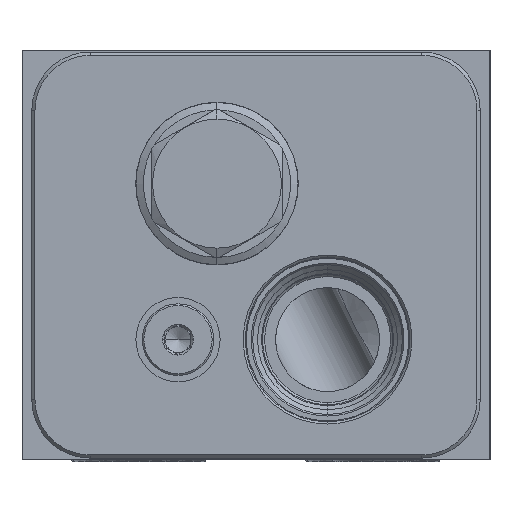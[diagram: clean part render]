
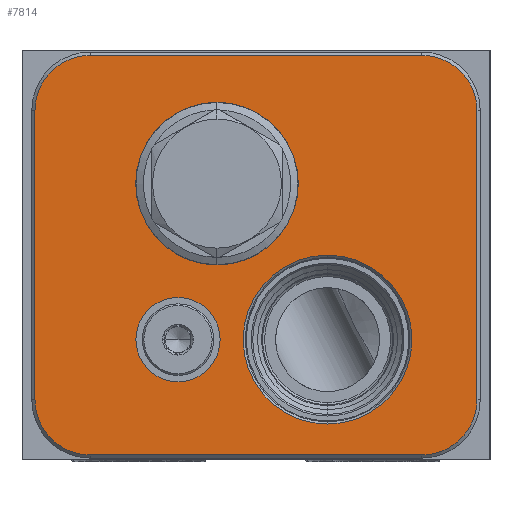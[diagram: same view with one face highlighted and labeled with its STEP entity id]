
A CAD part, left-side view. The second image highlights one B-rep face of the part: STEP entity #7814.
In plain terms, the highlighted planar face has unit normal (-1, 0, 0).
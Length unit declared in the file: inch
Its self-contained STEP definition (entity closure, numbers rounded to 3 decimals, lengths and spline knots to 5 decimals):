
#1331=CARTESIAN_POINT('',(0.,-1.875,2.656));
#1332=DIRECTION('',(1.,0.,0.));
#1333=DIRECTION('',(0.,0.,-1.));
#1334=AXIS2_PLACEMENT_3D('',#1331,#1332,#1333);
#1336=CARTESIAN_POINT('',(0.,-1.875,2.656));
#1337=DIRECTION('',(1.,0.,0.));
#1338=DIRECTION('',(0.,0.,1.));
#1339=AXIS2_PLACEMENT_3D('',#1336,#1337,#1338);
#1341=CARTESIAN_POINT('',(0.,-2.938,1.156));
#1342=DIRECTION('',(1.,0.,0.));
#1343=DIRECTION('',(0.,0.,-1.));
#1344=AXIS2_PLACEMENT_3D('',#1341,#1342,#1343);
#1346=CARTESIAN_POINT('',(0.,-2.938,1.156));
#1347=DIRECTION('',(1.,0.,0.));
#1348=DIRECTION('',(0.,0.,1.));
#1349=AXIS2_PLACEMENT_3D('',#1346,#1347,#1348);
#1351=CARTESIAN_POINT('',(0.,-1.5,1.156));
#1352=DIRECTION('',(1.,0.,0.));
#1353=DIRECTION('',(0.,0.,-1.));
#1354=AXIS2_PLACEMENT_3D('',#1351,#1352,#1353);
#1356=CARTESIAN_POINT('',(0.,-1.5,1.156));
#1357=DIRECTION('',(1.,0.,0.));
#1358=DIRECTION('',(0.,0.,1.));
#1359=AXIS2_PLACEMENT_3D('',#1356,#1357,#1358);
#4790=CARTESIAN_POINT('',(0.,-3.844,3.359));
#4791=DIRECTION('',(1.,0.,0.));
#4792=DIRECTION('',(0.,0.,1.));
#4793=AXIS2_PLACEMENT_3D('',#4790,#4791,#4792);
#4804=DIRECTION('',(0.,-1.,0.));
#4805=VECTOR('',#4804,3.188);
#4806=CARTESIAN_POINT('',(0.,-0.656,3.89));
#4807=LINE('',#4806,#4805);
#4816=CARTESIAN_POINT('',(0.,-0.656,3.359));
#4817=DIRECTION('',(1.,0.,0.));
#4818=DIRECTION('',(0.,1.,0.));
#4819=AXIS2_PLACEMENT_3D('',#4816,#4817,#4818);
#4830=DIRECTION('',(0.,0.,1.));
#4831=VECTOR('',#4830,2.781);
#4832=CARTESIAN_POINT('',(0.,-0.125,0.578));
#4833=LINE('',#4832,#4831);
#4842=CARTESIAN_POINT('',(0.,-0.656,0.578));
#4843=DIRECTION('',(1.,0.,0.));
#4844=DIRECTION('',(0.,0.,-1.));
#4845=AXIS2_PLACEMENT_3D('',#4842,#4843,#4844);
#4856=DIRECTION('',(0.,1.,0.));
#4857=VECTOR('',#4856,3.188);
#4858=CARTESIAN_POINT('',(0.,-3.844,0.047));
#4859=LINE('',#4858,#4857);
#4864=CARTESIAN_POINT('',(0.,-3.844,0.578));
#4865=DIRECTION('',(1.,0.,0.));
#4866=DIRECTION('',(0.,-1.,0.));
#4867=AXIS2_PLACEMENT_3D('',#4864,#4865,#4866);
#4882=DIRECTION('',(0.,0.,-1.));
#4883=VECTOR('',#4882,2.781);
#4884=CARTESIAN_POINT('',(0.,-4.375,3.359));
#4885=LINE('',#4884,#4883);
#6228=CARTESIAN_POINT('',(0.,-1.875,1.874));
#6229=CARTESIAN_POINT('',(0.,-1.875,3.438));
#6230=VERTEX_POINT('',#6228);
#6231=VERTEX_POINT('',#6229);
#6296=CARTESIAN_POINT('',(0.,-2.938,0.344));
#6297=CARTESIAN_POINT('',(0.,-2.938,1.968));
#6298=VERTEX_POINT('',#6296);
#6299=VERTEX_POINT('',#6297);
#6326=CARTESIAN_POINT('',(0.,-1.5,0.751));
#6327=CARTESIAN_POINT('',(0.,-1.5,1.561));
#6328=VERTEX_POINT('',#6326);
#6329=VERTEX_POINT('',#6327);
#6364=CARTESIAN_POINT('',(0.,-3.844,0.047));
#6365=CARTESIAN_POINT('',(0.,-0.656,0.047));
#6366=VERTEX_POINT('',#6364);
#6367=VERTEX_POINT('',#6365);
#6372=CARTESIAN_POINT('',(0.,-0.125,0.578));
#6373=VERTEX_POINT('',#6372);
#6376=CARTESIAN_POINT('',(0.,-0.125,3.359));
#6377=VERTEX_POINT('',#6376);
#6380=CARTESIAN_POINT('',(0.,-0.656,3.89));
#6381=VERTEX_POINT('',#6380);
#6384=CARTESIAN_POINT('',(0.,-3.844,3.89));
#6385=VERTEX_POINT('',#6384);
#6388=CARTESIAN_POINT('',(0.,-4.375,3.359));
#6389=VERTEX_POINT('',#6388);
#6392=CARTESIAN_POINT('',(0.,-4.375,0.578));
#6393=VERTEX_POINT('',#6392);
#7774=CARTESIAN_POINT('',(0.,0.,0.));
#7775=DIRECTION('',(-1.,0.,0.));
#7776=DIRECTION('',(0.,-1.,0.));
#7777=AXIS2_PLACEMENT_3D('',#7774,#7775,#7776);
#7778=PLANE('',#7777);
#7780=ORIENTED_EDGE('',*,*,#7779,.T.);
#7782=ORIENTED_EDGE('',*,*,#7781,.T.);
#7784=ORIENTED_EDGE('',*,*,#7783,.T.);
#7786=ORIENTED_EDGE('',*,*,#7785,.T.);
#7788=ORIENTED_EDGE('',*,*,#7787,.T.);
#7790=ORIENTED_EDGE('',*,*,#7789,.T.);
#7792=ORIENTED_EDGE('',*,*,#7791,.T.);
#7794=ORIENTED_EDGE('',*,*,#7793,.T.);
#7795=EDGE_LOOP('',(#7780,#7782,#7784,#7786,#7788,#7790,#7792,#7794));
#7796=FACE_OUTER_BOUND('',#7795,.F.);
#7798=ORIENTED_EDGE('',*,*,#7797,.F.);
#7800=ORIENTED_EDGE('',*,*,#7799,.F.);
#7801=EDGE_LOOP('',(#7798,#7800));
#7802=FACE_BOUND('',#7801,.F.);
#7804=ORIENTED_EDGE('',*,*,#7803,.F.);
#7805=ORIENTED_EDGE('',*,*,#7764,.F.);
#7806=EDGE_LOOP('',(#7804,#7805));
#7807=FACE_BOUND('',#7806,.F.);
#7809=ORIENTED_EDGE('',*,*,#7808,.F.);
#7811=ORIENTED_EDGE('',*,*,#7810,.F.);
#7812=EDGE_LOOP('',(#7809,#7811));
#7813=FACE_BOUND('',#7812,.F.);
#7814=ADVANCED_FACE('',(#7796,#7802,#7807,#7813),#7778,.T.);
#1335=CIRCLE('',#1334,0.782);
#1340=CIRCLE('',#1339,0.782);
#1345=CIRCLE('',#1344,0.812);
#1350=CIRCLE('',#1349,0.812);
#1355=CIRCLE('',#1354,0.405);
#1360=CIRCLE('',#1359,0.405);
#4794=CIRCLE('',#4793,0.531);
#4820=CIRCLE('',#4819,0.531);
#4846=CIRCLE('',#4845,0.531);
#4868=CIRCLE('',#4867,0.531);
#7764=EDGE_CURVE('',#6329,#6328,#1360,.T.);
#7779=EDGE_CURVE('',#6385,#6389,#4794,.T.);
#7781=EDGE_CURVE('',#6389,#6393,#4885,.T.);
#7783=EDGE_CURVE('',#6393,#6366,#4868,.T.);
#7785=EDGE_CURVE('',#6366,#6367,#4859,.T.);
#7787=EDGE_CURVE('',#6367,#6373,#4846,.T.);
#7789=EDGE_CURVE('',#6373,#6377,#4833,.T.);
#7791=EDGE_CURVE('',#6377,#6381,#4820,.T.);
#7793=EDGE_CURVE('',#6381,#6385,#4807,.T.);
#7797=EDGE_CURVE('',#6298,#6299,#1345,.T.);
#7799=EDGE_CURVE('',#6299,#6298,#1350,.T.);
#7803=EDGE_CURVE('',#6328,#6329,#1355,.T.);
#7808=EDGE_CURVE('',#6230,#6231,#1335,.T.);
#7810=EDGE_CURVE('',#6231,#6230,#1340,.T.);
